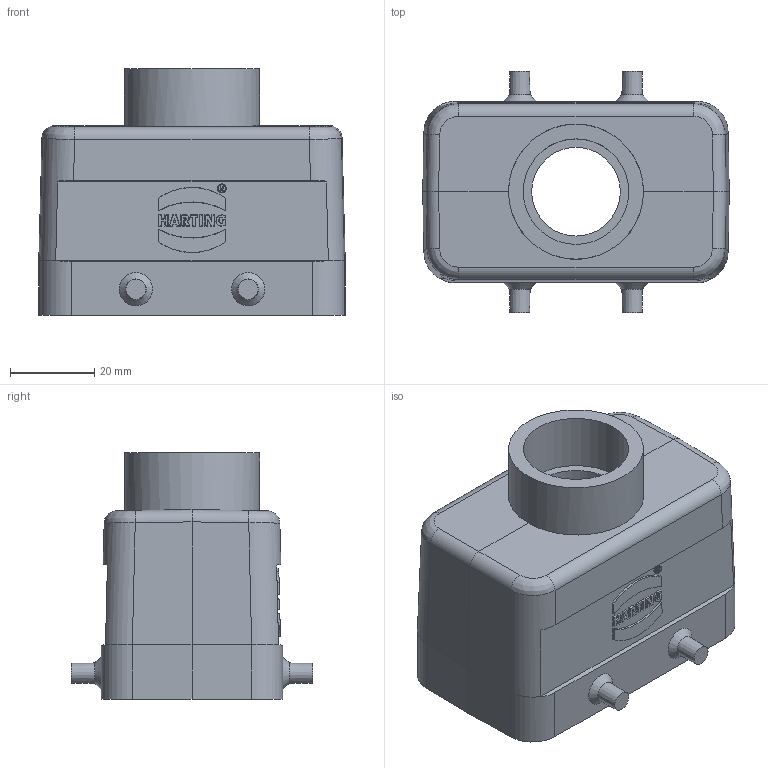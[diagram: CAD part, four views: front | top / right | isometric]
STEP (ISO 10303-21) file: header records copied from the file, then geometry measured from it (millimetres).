
FILE_DESCRIPTION(/* description */ (''),/* implementation_level */ '2;1');
FILE_NAME(/* name */ '100169040ugm000_d.stp',/* time_stamp */ '2020-02-20T07:43:14+01:00',/* author */ (''),/* organization */ (''),/* preprocessor_version */ 'ST-DEVELOPER v16.7',/* originating_system */ 'SIEMENS PLM Software NX 12.0',/* authorisation */ '');
FILE_SCHEMA (('AUTOMOTIVE_DESIGN { 1 0 10303 214 3 1 1 1 }'));
Length unit declared in the file: millimetre
Products named in the file (1): 100169040ugm000_d
Bounding box: 72.6 x 57.2 x 58.5 mm (x, y, z)
Volume: 45157.2 mm3; surface area: 26591.2 mm2
Topology: 1 solids, 1 shells, 203 faces, 532 edges, 358 vertices
Faces by surface type: plane 148, cylinder 29, bspline 16, cone 10
Full cylindrical faces by diameter (mm): 3 x4, 21 x1, 25 x1, 32 x1
Entity records: 7693 total; most frequent: CARTESIAN_POINT 2099, ORIENTED_EDGE 992, DIRECTION 935, EDGE_CURVE 496, LINE 369, VECTOR 369, VERTEX_POINT 337, AXIS2_PLACEMENT_3D 283
